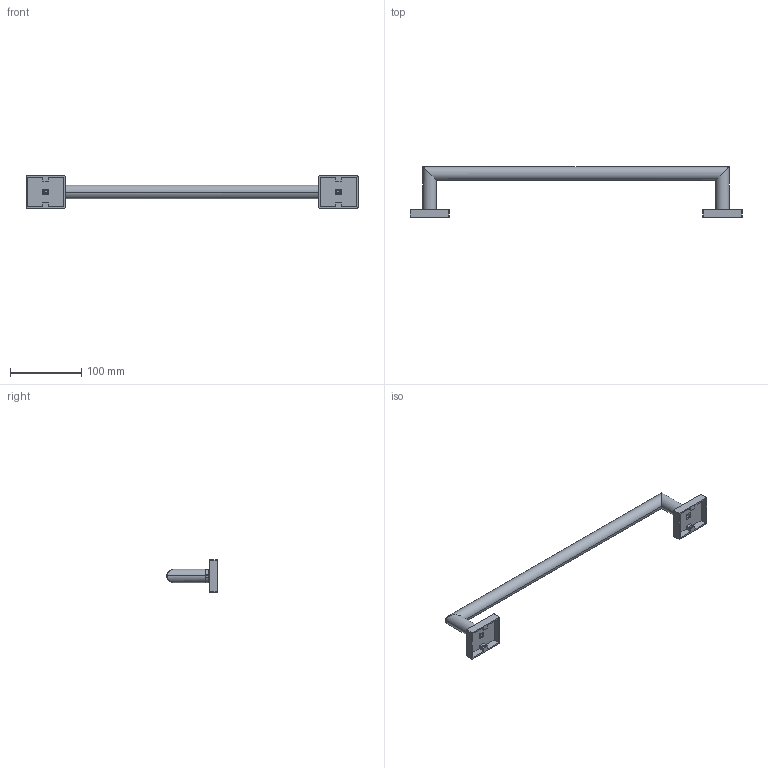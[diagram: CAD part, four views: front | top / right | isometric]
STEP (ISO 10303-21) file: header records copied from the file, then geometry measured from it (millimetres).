
FILE_DESCRIPTION (( 'STEP AP203' ), '1' );
FILE_NAME ('3118.STEP', '2016-07-20T08:35:32', ( '迾輿躂瑞' ), ( 'WwW.YlmF.CoM' ), 'SwSTEP 2.0', 'SolidWorks 2012', '' );
FILE_SCHEMA (( 'CONFIG_CONTROL_DESIGN' ));
Length unit declared in the file: millimetre
Products named in the file (5): 31等裝褐; 31爾え; 31等裝筵奪18; 31釱; 3118
Assembly tree (7 placements, depth 2):
  3118
    31等裝褐  x2
    31爾え  x2
    31等裝筵奪18
    31釱  x2
Bounding box: 466 x 71 x 45 mm (x, y, z)
Volume: 37891.5 mm3; surface area: 79262 mm2
Topology: 7 solids, 7 shells, 132 faces, 338 edges, 224 vertices
Faces by surface type: plane 70, cylinder 54, cone 8
Entity records: 2726 total; most frequent: CARTESIAN_POINT 418, DIRECTION 367, ORIENTED_EDGE 350, EDGE_CURVE 175, AXIS2_PLACEMENT_3D 129, VERTEX_POINT 116, LINE 109, VECTOR 109
